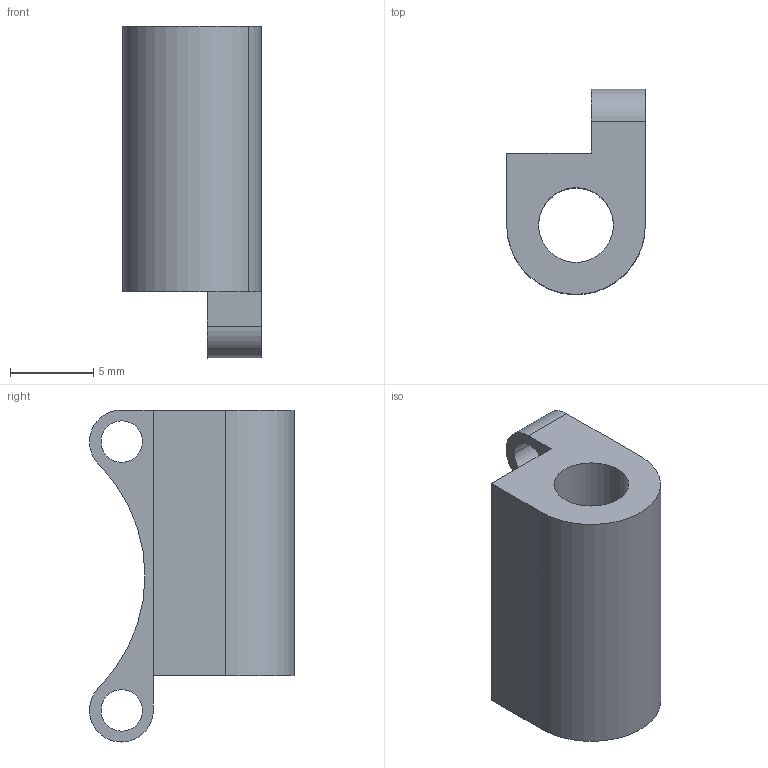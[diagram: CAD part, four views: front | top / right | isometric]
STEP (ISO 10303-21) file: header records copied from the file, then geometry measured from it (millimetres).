
FILE_DESCRIPTION( ( 'STEP File Generated from Kubotek KEYCREATOR' ), '1' );
FILE_NAME( 'Part1', '2016-12-07T18:59:04', ( 'KEYCREATOR USER' ), ( 'KUBOTEK USA, Inc.' ), 'ACIS Interop R12 SP5', 'Kubotek KEYCREATOR V3. 0. 0 (0081)', 'KC' );
FILE_SCHEMA( ( 'automotive_design' ) );
Length unit declared in the file: millimetre
Products named in the file (1): First Position[5.2.5.1]
Bounding box: 8.35 x 12.35 x 20 mm (x, y, z)
Volume: 863.9 mm3; surface area: 965.7 mm2
Topology: 1 solids, 1 shells, 23 faces, 64 edges, 43 vertices
Faces by surface type: cylinder 15, plane 8
Entity records: 1513 total; most frequent: DIRECTION 144, STYLED_ITEM 131, PRESENTATION_STYLE_ASSIGNMENT 131, CARTESIAN_POINT 131, COLOUR_RGB 131, ORIENTED_EDGE 128, EDGE_CURVE 64, CURVE_STYLE 64
